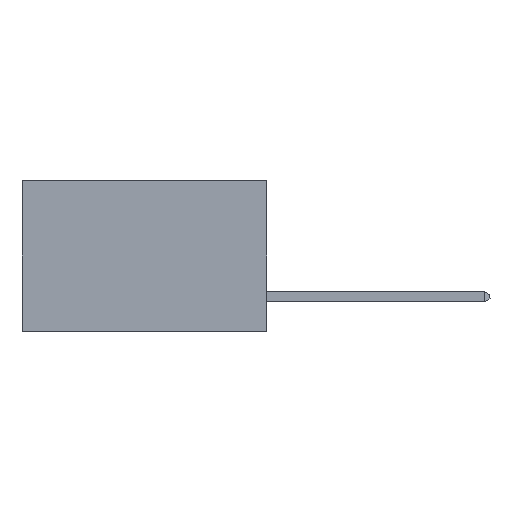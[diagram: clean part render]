
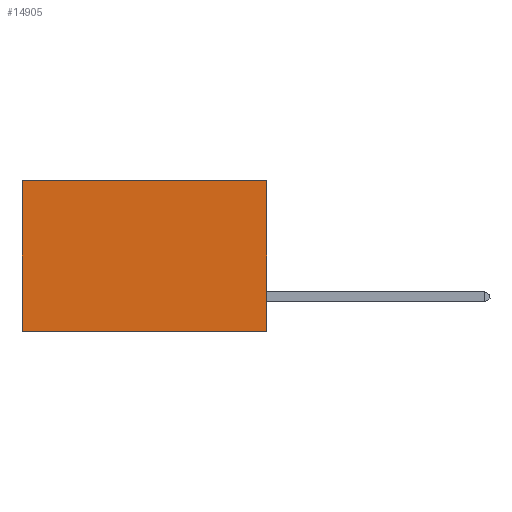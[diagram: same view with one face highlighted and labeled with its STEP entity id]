
A CAD part, left-side view. The second image highlights one B-rep face of the part: STEP entity #14905.
In plain terms, the highlighted planar face has unit normal (-1, 0, 0).
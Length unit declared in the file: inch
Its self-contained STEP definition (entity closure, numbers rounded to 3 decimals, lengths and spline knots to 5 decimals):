
#475 = EDGE_CURVE ( 'NONE', #16085, #14004, #13733, .T. ) ;
#972 = CARTESIAN_POINT ( 'NONE',  ( 0.2875, 0., 0. ) ) ;
#1190 = LINE ( 'NONE', #13492, #13988 ) ;
#1424 = CARTESIAN_POINT ( 'NONE',  ( 0.2875, 0., -0.37 ) ) ;
#2533 = ORIENTED_EDGE ( 'NONE', *, *, #3081, .T. ) ;
#2868 = DIRECTION ( 'NONE',  ( 1., 0., 0. ) ) ;
#3081 = EDGE_CURVE ( 'NONE', #3583, #16085, #10441, .T. ) ;
#3583 = VERTEX_POINT ( 'NONE', #972 ) ;
#4189 = CARTESIAN_POINT ( 'NONE',  ( 0.2875, 0.6, 0. ) ) ;
#4192 = DIRECTION ( 'NONE',  ( 0., 1., 0. ) ) ;
#4779 = EDGE_CURVE ( 'NONE', #3583, #16325, #1190, .T. ) ;
#4855 = LINE ( 'NONE', #1424, #15031 ) ;
#5045 = DIRECTION ( 'NONE',  ( 0., 1., 0. ) ) ;
#5147 = FACE_OUTER_BOUND ( 'NONE', #5395, .T. ) ;
#5395 = EDGE_LOOP ( 'NONE', ( #9880, #13604, #10849, #2533 ) ) ;
#5409 = DIRECTION ( 'NONE',  ( 0., 0., -1. ) ) ;
#6284 = CARTESIAN_POINT ( 'NONE',  ( 0.2875, 0.6, -0.37 ) ) ;
#6838 = VECTOR ( 'NONE', #4192, 39.37008 ) ;
#9211 = CARTESIAN_POINT ( 'NONE',  ( 0.2875, 0., 0. ) ) ;
#9411 = CARTESIAN_POINT ( 'NONE',  ( 0.2875, 0., -0.37 ) ) ;
#9880 = ORIENTED_EDGE ( 'NONE', *, *, #475, .T. ) ;
#9942 = EDGE_CURVE ( 'NONE', #16325, #14004, #4855, .T. ) ;
#10441 = LINE ( 'NONE', #12822, #6838 ) ;
#10849 = ORIENTED_EDGE ( 'NONE', *, *, #4779, .F. ) ;
#11150 = VECTOR ( 'NONE', #5409, 39.37008 ) ;
#11350 = AXIS2_PLACEMENT_3D ( 'NONE', #9211, #2868, #11878 ) ;
#11878 = DIRECTION ( 'NONE',  ( 0., 0., -1. ) ) ;
#12822 = CARTESIAN_POINT ( 'NONE',  ( 0.2875, 0., 0. ) ) ;
#13114 = PLANE ( 'NONE',  #11350 ) ;
#13492 = CARTESIAN_POINT ( 'NONE',  ( 0.2875, 0., 0. ) ) ;
#13604 = ORIENTED_EDGE ( 'NONE', *, *, #9942, .F. ) ;
#13733 = LINE ( 'NONE', #15721, #11150 ) ;
#13988 = VECTOR ( 'NONE', #14762, 39.37008 ) ;
#14004 = VERTEX_POINT ( 'NONE', #6284 ) ;
#14762 = DIRECTION ( 'NONE',  ( 0., 0., -1. ) ) ;
#14905 = ADVANCED_FACE ( 'NONE', ( #5147 ), #13114, .F. ) ;
#15031 = VECTOR ( 'NONE', #5045, 39.37008 ) ;
#15721 = CARTESIAN_POINT ( 'NONE',  ( 0.2875, 0.6, 0. ) ) ;
#16085 = VERTEX_POINT ( 'NONE', #4189 ) ;
#16325 = VERTEX_POINT ( 'NONE', #9411 ) ;
